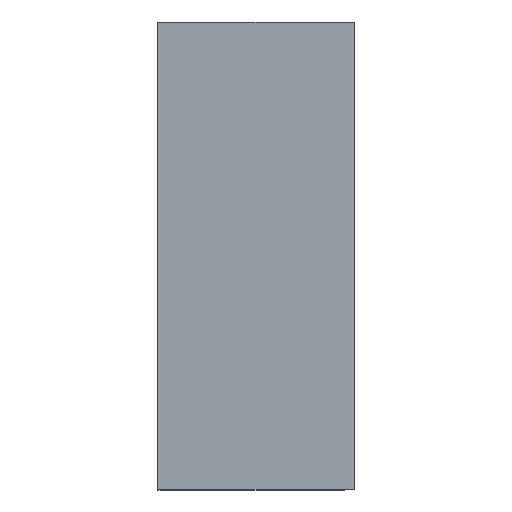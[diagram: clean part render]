
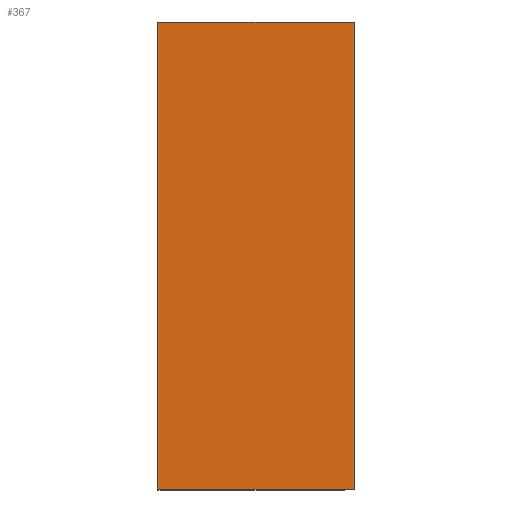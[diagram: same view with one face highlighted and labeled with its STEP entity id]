
A CAD part, left-side view. The second image highlights one B-rep face of the part: STEP entity #367.
In plain terms, the highlighted planar face has unit normal (-1, 0, 0).
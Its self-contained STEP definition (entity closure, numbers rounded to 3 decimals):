
#16 = CARTESIAN_POINT ( 'NONE',  ( -1.55, 0.65, 0.775 ) ) ;
#32 = LINE ( 'NONE', #16, #1091 ) ;
#45 = CARTESIAN_POINT ( 'NONE',  ( -1.55, 0., -0.775 ) ) ;
#111 = VERTEX_POINT ( 'NONE', #639 ) ;
#124 = CARTESIAN_POINT ( 'NONE',  ( -1.55, 0., 0.775 ) ) ;
#154 = LINE ( 'NONE', #45, #800 ) ;
#199 = VERTEX_POINT ( 'NONE', #850 ) ;
#229 = FACE_OUTER_BOUND ( 'NONE', #1095, .T. ) ;
#270 = LINE ( 'NONE', #124, #613 ) ;
#308 = VECTOR ( 'NONE', #934, 1000. ) ;
#316 = DIRECTION ( 'NONE',  ( 0., 0., -1. ) ) ;
#328 = EDGE_CURVE ( 'NONE', #199, #1042, #270, .T. ) ;
#367 = ADVANCED_FACE ( 'NONE', ( #229 ), #880, .F. ) ;
#389 = ORIENTED_EDGE ( 'NONE', *, *, #328, .F. ) ;
#410 = DIRECTION ( 'NONE',  ( 0., -1., 0. ) ) ;
#426 = EDGE_CURVE ( 'NONE', #111, #843, #154, .T. ) ;
#471 = ORIENTED_EDGE ( 'NONE', *, *, #806, .T. ) ;
#579 = EDGE_CURVE ( 'NONE', #1042, #843, #980, .T. ) ;
#613 = VECTOR ( 'NONE', #410, 1000. ) ;
#639 = CARTESIAN_POINT ( 'NONE',  ( -1.55, 0.65, -0.775 ) ) ;
#678 = DIRECTION ( 'NONE',  ( 1., 0., 0. ) ) ;
#717 = CARTESIAN_POINT ( 'NONE',  ( -1.55, 0., 0.775 ) ) ;
#798 = ORIENTED_EDGE ( 'NONE', *, *, #426, .T. ) ;
#800 = VECTOR ( 'NONE', #988, 1000. ) ;
#806 = EDGE_CURVE ( 'NONE', #199, #111, #32, .T. ) ;
#809 = CARTESIAN_POINT ( 'NONE',  ( -1.55, 0., -0.775 ) ) ;
#843 = VERTEX_POINT ( 'NONE', #809 ) ;
#850 = CARTESIAN_POINT ( 'NONE',  ( -1.55, 0.65, 0.775 ) ) ;
#880 = PLANE ( 'NONE',  #1038 ) ;
#934 = DIRECTION ( 'NONE',  ( 0., 0., -1. ) ) ;
#964 = DIRECTION ( 'NONE',  ( 0., 0., -1. ) ) ;
#980 = LINE ( 'NONE', #717, #308 ) ;
#982 = CARTESIAN_POINT ( 'NONE',  ( -1.55, 0., 0.775 ) ) ;
#988 = DIRECTION ( 'NONE',  ( 0., -1., 0. ) ) ;
#1028 = ORIENTED_EDGE ( 'NONE', *, *, #579, .F. ) ;
#1038 = AXIS2_PLACEMENT_3D ( 'NONE', #1166, #678, #316 ) ;
#1042 = VERTEX_POINT ( 'NONE', #982 ) ;
#1091 = VECTOR ( 'NONE', #964, 1000. ) ;
#1095 = EDGE_LOOP ( 'NONE', ( #798, #1028, #389, #471 ) ) ;
#1166 = CARTESIAN_POINT ( 'NONE',  ( -1.55, 0., 0.775 ) ) ;
